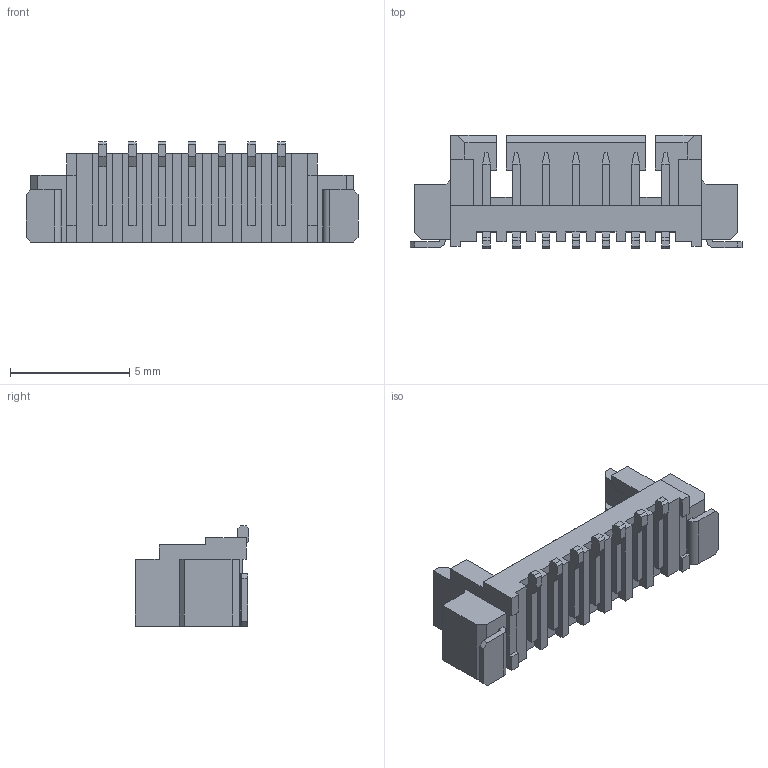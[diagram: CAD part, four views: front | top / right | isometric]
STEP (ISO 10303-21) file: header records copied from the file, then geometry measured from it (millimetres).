
FILE_DESCRIPTION (( 'STEP AP214' ), '1' );
FILE_NAME ('PicoBlade_53398-0771.step', '2019-01-08T10:06:49', ( '' ), ( '' ), 'SwSTEP 2.0', 'SolidWorks 2018', '' );
FILE_SCHEMA (( 'AUTOMOTIVE_DESIGN' ));
Length unit declared in the file: millimetre
Products named in the file (1): PicoBlade_53398-0771
Bounding box: 13.9 x 4.75 x 4.2 mm (x, y, z)
Volume: 92.5 mm3; surface area: 369.9 mm2
Topology: 1 solids, 3 shells, 353 faces, 917 edges, 592 vertices
Faces by surface type: plane 345, cylinder 8
Entity records: 12460 total; most frequent: CARTESIAN_POINT 1875, ORIENTED_EDGE 1834, DIRECTION 1635, EDGE_CURVE 917, VECTOR 899, LINE 899, VERTEX_POINT 592, EDGE_LOOP 375
